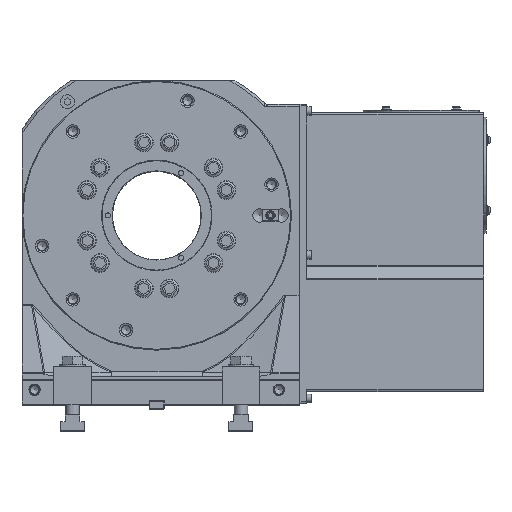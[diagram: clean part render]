
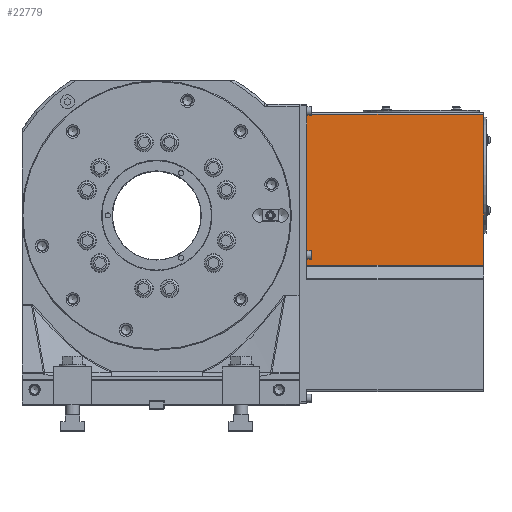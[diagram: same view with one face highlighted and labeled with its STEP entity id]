
A CAD part, top view. The second image highlights one B-rep face of the part: STEP entity #22779.
In plain terms, the highlighted planar face has unit normal (0, 0, 1).
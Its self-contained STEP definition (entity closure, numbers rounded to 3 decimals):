
#1845=LINE('',#39703,#3762);
#1846=LINE('',#39706,#3763);
#1847=LINE('',#39708,#3764);
#1848=LINE('',#39710,#3765);
#3762=VECTOR('',#30629,1000.);
#3763=VECTOR('',#30630,1000.);
#3764=VECTOR('',#30631,1000.);
#3765=VECTOR('',#30632,1000.);
#8778=ORIENTED_EDGE('',*,*,#12555,.F.);
#8779=ORIENTED_EDGE('',*,*,#12556,.T.);
#8780=ORIENTED_EDGE('',*,*,#12557,.T.);
#8781=ORIENTED_EDGE('',*,*,#12558,.T.);
#12555=EDGE_CURVE('',#14890,#14891,#1845,.T.);
#12556=EDGE_CURVE('',#14890,#14892,#1846,.T.);
#12557=EDGE_CURVE('',#14892,#14893,#1847,.T.);
#12558=EDGE_CURVE('',#14893,#14891,#1848,.F.);
#14890=VERTEX_POINT('',#39704);
#14891=VERTEX_POINT('',#39705);
#14892=VERTEX_POINT('',#39707);
#14893=VERTEX_POINT('',#39709);
#17872=EDGE_LOOP('',(#8778,#8779,#8780,#8781));
#20092=FACE_BOUND('',#17872,.T.);
#21413=PLANE('',#24979);
#22779=ADVANCED_FACE('',(#20092),#21413,.F.);
#24979=AXIS2_PLACEMENT_3D('',#39702,#30627,#30628);
#30627=DIRECTION('',(0.,0.,-1.));
#30628=DIRECTION('',(-1.,0.,0.));
#30629=DIRECTION('',(0.,-1.,0.));
#30630=DIRECTION('',(-1.,0.,0.));
#30631=DIRECTION('',(0.,-1.,0.));
#30632=DIRECTION('',(-1.,0.,0.));
#39702=CARTESIAN_POINT('',(388.,-60.,47.));
#39703=CARTESIAN_POINT('',(388.,-60.,47.));
#39704=CARTESIAN_POINT('',(388.,120.,47.));
#39705=CARTESIAN_POINT('',(388.,-59.172,47.));
#39706=CARTESIAN_POINT('',(388.,120.,47.));
#39707=CARTESIAN_POINT('',(178.,120.,47.));
#39708=CARTESIAN_POINT('',(178.,-60.,47.));
#39709=CARTESIAN_POINT('',(178.,-59.172,47.));
#39710=CARTESIAN_POINT('',(388.,-59.172,47.));
